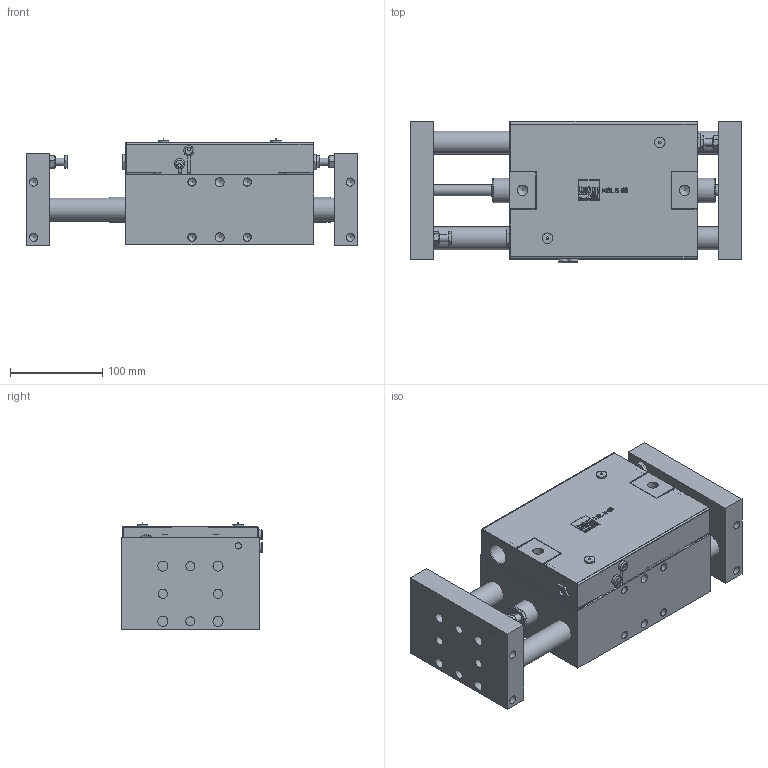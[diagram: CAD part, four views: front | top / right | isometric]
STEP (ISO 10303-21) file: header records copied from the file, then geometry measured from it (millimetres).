
FILE_DESCRIPTION((''),'2;1');
FILE_NAME('MSL5-60.stp','2012-10-01T13:09:28',('hartung_david'),(''),'Autodesk Inventor 2012','Autodesk Inventor 2012','');
FILE_SCHEMA(('AUTOMOTIVE_DESIGN { 1 0 10303 214 1 1 1 1 }'));
Length unit declared in the file: millimetre
Products named in the file (3): MSL5-60; MSL5-60-010; MSL5-60-020
Assembly tree (2 placements, depth 2):
  MSL5-60
    MSL5-60-010
    MSL5-60-020
Bounding box: 360 x 153.5 x 116.5 mm (x, y, z)
Volume: 4071340 mm3; surface area: 418313 mm2
Topology: 2 solids, 38 shells, 1129 faces, 2898 edges, 1913 vertices
Faces by surface type: plane 567, bspline 244, cylinder 202, cone 111, torus 5
Full cylindrical faces by diameter (mm): 3.7 x2, 4 x2, 4.917 x2, 6.5 x2, 6.917 x4, 7 x2, 8 x2, 8.376 x12, 8.5 x14, 8.8 x2, 8.917 x24, 9.5 x2, 10 x14, 11 x10, 11.4 x2, 11.445 x2, 11.5 x2, 12 x6, 13.6 x2, 14 x2, 15 x4, 17.4 x2, 18 x4, 19 x5, 20 x2, 23.376 x2, 25 x8, 27 x2, 38 x4, 39 x4
Entity records: 34998 total; most frequent: CARTESIAN_POINT 9420, ORIENTED_EDGE 5034, DIRECTION 4235, EDGE_CURVE 2517, VERTEX_POINT 1769, EDGE_LOOP 1554, VECTOR 1447, LINE 1447
